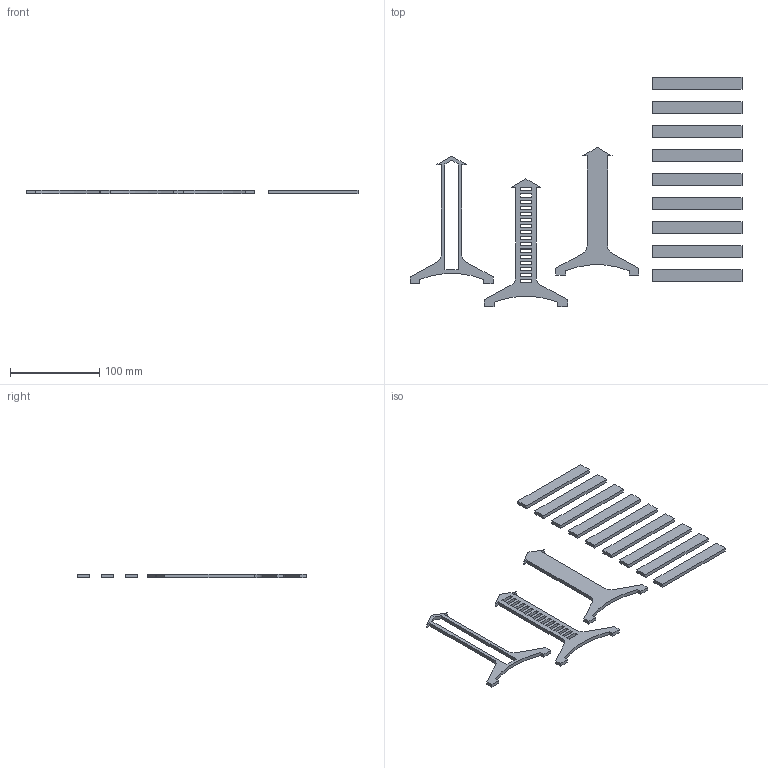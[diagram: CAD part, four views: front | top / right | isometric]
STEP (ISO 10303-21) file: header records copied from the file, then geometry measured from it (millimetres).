
FILE_DESCRIPTION(/* description */ (''),/* implementation_level */ '2;1');
FILE_NAME(/* name */ 'mini-led-tower.step',/* time_stamp */ '2022-03-06T01:13:11+01:00',/* author */ (''),/* organization */ (''),/* preprocessor_version */ 'ST-DEVELOPER v18.1',/* originating_system */ 'Autodesk Translation Framework v10.13.0.1454',/* authorisation */ '');
FILE_SCHEMA (('AUTOMOTIVE_DESIGN { 1 0 10303 214 3 1 1 }'));
Length unit declared in the file: millimetre
Products named in the file (1): mini led tower
Bounding box: 372.74 x 257.19 x 4 mm (x, y, z)
Volume: 83908.3 mm3; surface area: 58840.9 mm2
Topology: 12 solids, 12 shells, 180 faces, 468 edges, 312 vertices
Faces by surface type: plane 170, cylinder 10
Entity records: 5502 total; most frequent: CARTESIAN_POINT 961, ORIENTED_EDGE 936, DIRECTION 850, EDGE_CURVE 468, LINE 448, VECTOR 448, VERTEX_POINT 312, EDGE_LOOP 214
